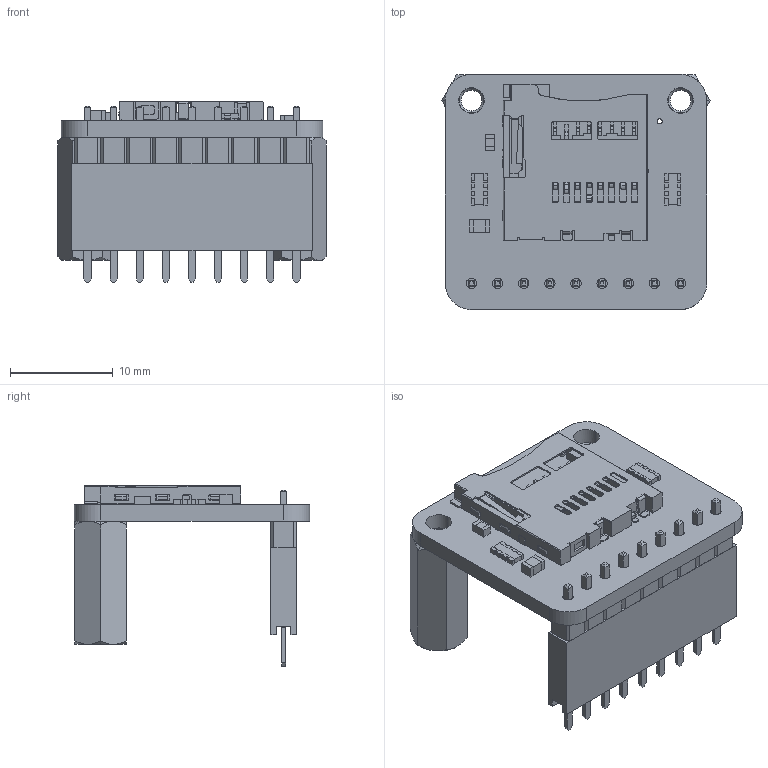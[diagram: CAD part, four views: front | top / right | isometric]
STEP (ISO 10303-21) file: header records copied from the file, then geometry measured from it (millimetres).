
FILE_DESCRIPTION(('CATIA V5 STEP Exchange'),'2;1');
FILE_NAME('Adafruit SD Breakout.stp','2024-06-15T15:43:12+00:00',('none'),('none'),'CATIA Version 5 Release 17 (IN-10)','CATIA V5 STEP AP214','none');
FILE_SCHEMA(('AUTOMOTIVE_DESIGN { 1 0 10303 214 1 1 1 1 }'));
Length unit declared in the file: millimetre
Products named in the file (11): Adafruit SD breakout; Board.1; microSD; 10uF.3; 0.1uF; 47K; SOLID.2; Assem1; 6130xx11821_PIN; 61300911821; 1
Assembly tree (20 placements, depth 3):
  Adafruit SD breakout
    Board.1
    microSD
    10uF.3
    0.1uF
    47K  x2
    SOLID.2
    Assem1
      6130xx11821_PIN  x9
      61300911821
    1  x2
Bounding box: 26.09 x 22.86 x 17.59 mm (x, y, z)
Volume: 2134.4 mm3; surface area: 4466.1 mm2
Topology: 19 solids, 19 shells, 1471 faces, 4113 edges, 2711 vertices
Faces by surface type: plane 1153, cylinder 260, cone 40, extrusion 18
Entity records: 47257 total; most frequent: CARTESIAN_POINT 11964, ORIENTED_EDGE 6546, DIRECTION 5179, EDGE_CURVE 3273, VECTOR 2696, LINE 2694, VERTEX_POINT 2143, EDGE_LOOP 1322
